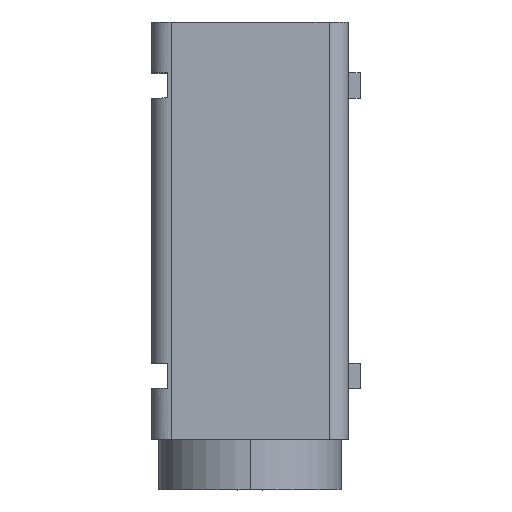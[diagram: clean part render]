
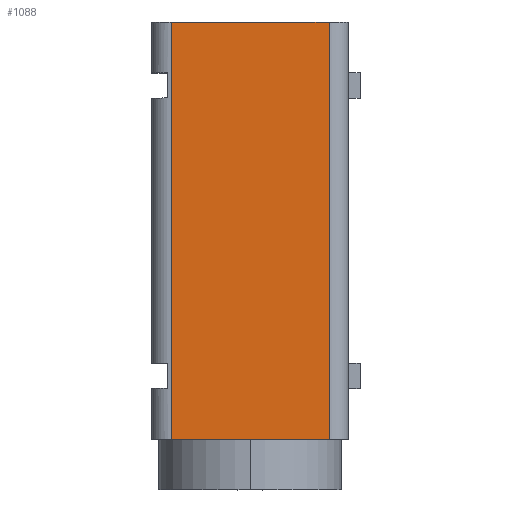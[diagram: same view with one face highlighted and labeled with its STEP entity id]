
A CAD part, top view. The second image highlights one B-rep face of the part: STEP entity #1088.
In plain terms, the highlighted planar face has unit normal (0, 0, 1).
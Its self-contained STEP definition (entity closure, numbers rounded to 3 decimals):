
#2 = ORIENTED_EDGE ( 'NONE', *, *, #150, .F. ) ;
#136 = DIRECTION ( 'NONE',  ( 0., -1., 0. ) ) ;
#150 = EDGE_CURVE ( 'NONE', #1315, #1746, #930, .T. ) ;
#224 = EDGE_LOOP ( 'NONE', ( #998, #2, #1901, #1502 ) ) ;
#238 = CARTESIAN_POINT ( 'NONE',  ( -5.05, 19., 13. ) ) ;
#596 = EDGE_CURVE ( 'NONE', #1308, #1315, #1180, .T. ) ;
#601 = DIRECTION ( 'NONE',  ( 0., 0., 1. ) ) ;
#780 = VECTOR ( 'NONE', #136, 1000. ) ;
#858 = CARTESIAN_POINT ( 'NONE',  ( -4.05, 19., 13. ) ) ;
#874 = DIRECTION ( 'NONE',  ( 1., 0., 0. ) ) ;
#917 = VECTOR ( 'NONE', #874, 1000. ) ;
#929 = DIRECTION ( 'NONE',  ( 1., 0., 0. ) ) ;
#930 = LINE ( 'NONE', #1553, #780 ) ;
#998 = ORIENTED_EDGE ( 'NONE', *, *, #1328, .T. ) ;
#1035 = LINE ( 'NONE', #1046, #1733 ) ;
#1046 = CARTESIAN_POINT ( 'NONE',  ( -5.05, -2.4, 13. ) ) ;
#1088 = ADVANCED_FACE ( 'NONE', ( #1361 ), #1997, .T. ) ;
#1102 = VERTEX_POINT ( 'NONE', #1421 ) ;
#1177 = DIRECTION ( 'NONE',  ( 0., -1., 0. ) ) ;
#1180 = LINE ( 'NONE', #238, #917 ) ;
#1204 = DIRECTION ( 'NONE',  ( 1., 0., 0. ) ) ;
#1208 = VECTOR ( 'NONE', #1177, 1000. ) ;
#1209 = AXIS2_PLACEMENT_3D ( 'NONE', #1373, #601, #1204 ) ;
#1308 = VERTEX_POINT ( 'NONE', #858 ) ;
#1315 = VERTEX_POINT ( 'NONE', #1644 ) ;
#1328 = EDGE_CURVE ( 'NONE', #1102, #1746, #1035, .T. ) ;
#1330 = LINE ( 'NONE', #1952, #1208 ) ;
#1361 = FACE_OUTER_BOUND ( 'NONE', #224, .T. ) ;
#1373 = CARTESIAN_POINT ( 'NONE',  ( -5.05, -2.4, 13. ) ) ;
#1421 = CARTESIAN_POINT ( 'NONE',  ( -4.05, -2.4, 13. ) ) ;
#1502 = ORIENTED_EDGE ( 'NONE', *, *, #1945, .T. ) ;
#1553 = CARTESIAN_POINT ( 'NONE',  ( 4.05, -2.4, 13. ) ) ;
#1595 = CARTESIAN_POINT ( 'NONE',  ( 4.05, -2.4, 13. ) ) ;
#1644 = CARTESIAN_POINT ( 'NONE',  ( 4.05, 19., 13. ) ) ;
#1733 = VECTOR ( 'NONE', #929, 1000. ) ;
#1746 = VERTEX_POINT ( 'NONE', #1595 ) ;
#1901 = ORIENTED_EDGE ( 'NONE', *, *, #596, .F. ) ;
#1945 = EDGE_CURVE ( 'NONE', #1308, #1102, #1330, .T. ) ;
#1952 = CARTESIAN_POINT ( 'NONE',  ( -4.05, -2.4, 13. ) ) ;
#1997 = PLANE ( 'NONE',  #1209 ) ;
